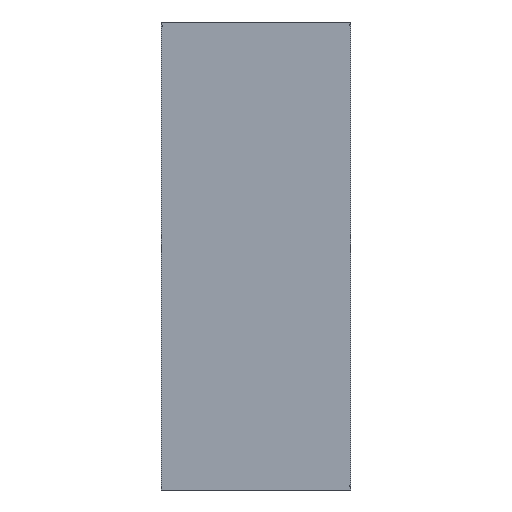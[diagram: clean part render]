
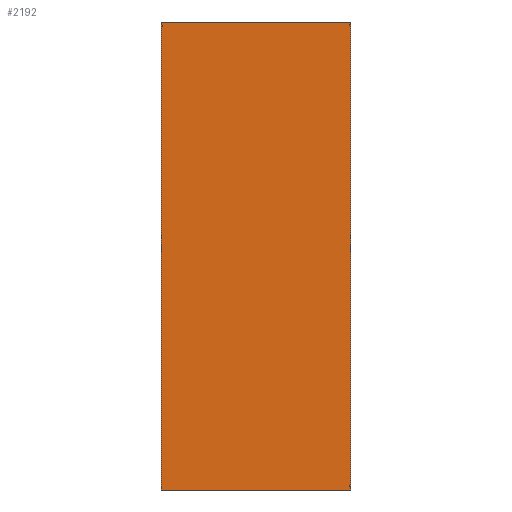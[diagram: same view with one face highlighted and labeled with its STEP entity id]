
A CAD part, left-side view. The second image highlights one B-rep face of the part: STEP entity #2192.
In plain terms, the highlighted planar face has unit normal (-1, 0, 0).
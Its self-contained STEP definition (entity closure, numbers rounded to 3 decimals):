
#382 = CARTESIAN_POINT ( 'NONE',  ( 0., 85., -184.743 ) ) ;
#737 = LINE ( 'NONE', #4932, #4357 ) ;
#749 = EDGE_LOOP ( 'NONE', ( #3670, #1300, #3640, #5328 ) ) ;
#786 = DIRECTION ( 'NONE',  ( 0., 0., 1. ) ) ;
#1044 = VERTEX_POINT ( 'NONE', #2365 ) ;
#1050 = CARTESIAN_POINT ( 'NONE',  ( 0., -74.921, -184.743 ) ) ;
#1272 = VERTEX_POINT ( 'NONE', #2582 ) ;
#1284 = PLANE ( 'NONE',  #2591 ) ;
#1300 = ORIENTED_EDGE ( 'NONE', *, *, #4907, .F. ) ;
#1624 = EDGE_CURVE ( 'NONE', #4970, #3989, #3125, .T. ) ;
#1641 = CARTESIAN_POINT ( 'NONE',  ( 0., -74.921, 184.743 ) ) ;
#1690 = CARTESIAN_POINT ( 'NONE',  ( 0., 85., -184.743 ) ) ;
#1930 = VECTOR ( 'NONE', #786, 1000. ) ;
#2029 = EDGE_CURVE ( 'NONE', #1272, #4970, #4983, .T. ) ;
#2047 = DIRECTION ( 'NONE',  ( 1., 0., 0. ) ) ;
#2192 = ADVANCED_FACE ( 'NONE', ( #2454 ), #1284, .F. ) ;
#2339 = DIRECTION ( 'NONE',  ( 0., 0., 1. ) ) ;
#2365 = CARTESIAN_POINT ( 'NONE',  ( 0., 74.921, 184.743 ) ) ;
#2454 = FACE_OUTER_BOUND ( 'NONE', #749, .T. ) ;
#2582 = CARTESIAN_POINT ( 'NONE',  ( 0., 74.921, -184.743 ) ) ;
#2591 = AXIS2_PLACEMENT_3D ( 'NONE', #382, #2047, #3708 ) ;
#2871 = DIRECTION ( 'NONE',  ( 0., -1., 0. ) ) ;
#3125 = LINE ( 'NONE', #1050, #5105 ) ;
#3298 = LINE ( 'NONE', #4954, #1930 ) ;
#3640 = ORIENTED_EDGE ( 'NONE', *, *, #2029, .T. ) ;
#3670 = ORIENTED_EDGE ( 'NONE', *, *, #3730, .F. ) ;
#3708 = DIRECTION ( 'NONE',  ( 0., 0., -1. ) ) ;
#3730 = EDGE_CURVE ( 'NONE', #1044, #3989, #737, .T. ) ;
#3989 = VERTEX_POINT ( 'NONE', #1641 ) ;
#4357 = VECTOR ( 'NONE', #2871, 1000. ) ;
#4516 = CARTESIAN_POINT ( 'NONE',  ( 0., -74.921, -184.743 ) ) ;
#4844 = VECTOR ( 'NONE', #4929, 1000. ) ;
#4907 = EDGE_CURVE ( 'NONE', #1272, #1044, #3298, .T. ) ;
#4929 = DIRECTION ( 'NONE',  ( 0., -1., 0. ) ) ;
#4932 = CARTESIAN_POINT ( 'NONE',  ( 0., 85., 184.743 ) ) ;
#4954 = CARTESIAN_POINT ( 'NONE',  ( 0., 74.921, -184.743 ) ) ;
#4970 = VERTEX_POINT ( 'NONE', #4516 ) ;
#4983 = LINE ( 'NONE', #1690, #4844 ) ;
#5105 = VECTOR ( 'NONE', #2339, 1000. ) ;
#5328 = ORIENTED_EDGE ( 'NONE', *, *, #1624, .T. ) ;
